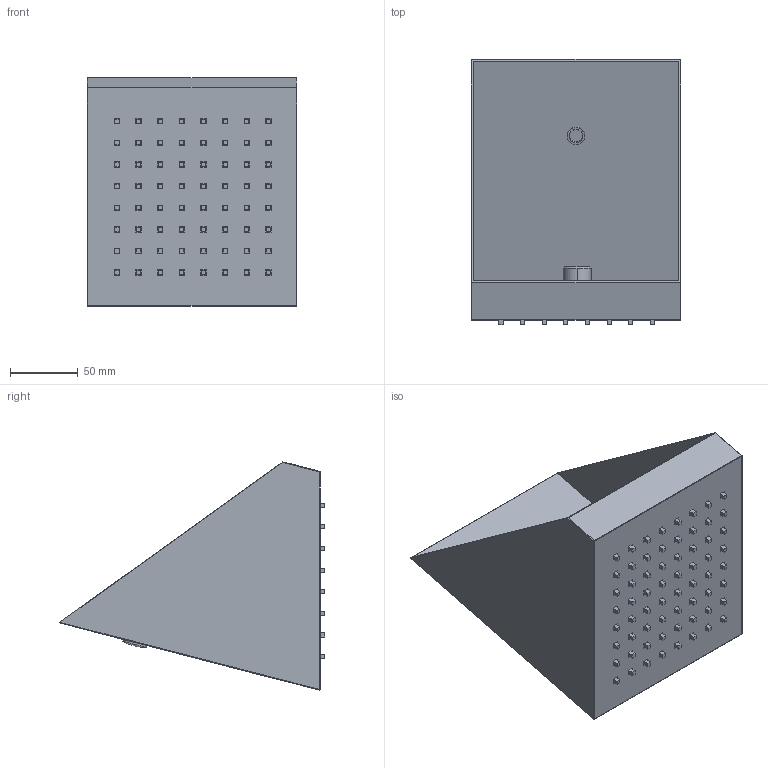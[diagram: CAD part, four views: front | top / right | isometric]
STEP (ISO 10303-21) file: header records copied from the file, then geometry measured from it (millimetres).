
FILE_DESCRIPTION (( 'STEP AP203' ), '1' );
FILE_NAME ('99ZP09173.STEP', '2023-11-21T07:49:06', ( '' ), ( '' ), 'SwSTEP 2.0', 'SolidWorks 2021', '' );
FILE_SCHEMA (( 'CONFIG_CONTROL_DESIGN' ));
Length unit declared in the file: millimetre
Products named in the file (1): 99ZP09173
Bounding box: 155 x 196.5 x 168.98 mm (x, y, z)
Volume: 373967.3 mm3; surface area: 247190.6 mm2
Topology: 3 solids, 3 shells, 660 faces, 1724 edges, 1141 vertices
Faces by surface type: plane 610, cylinder 39, sphere 5, cone 4, bspline 2
Entity records: 20222 total; most frequent: CARTESIAN_POINT 3590, ORIENTED_EDGE 3440, DIRECTION 3111, EDGE_CURVE 1720, VECTOR 1631, LINE 1631, VERTEX_POINT 1141, EDGE_LOOP 865
